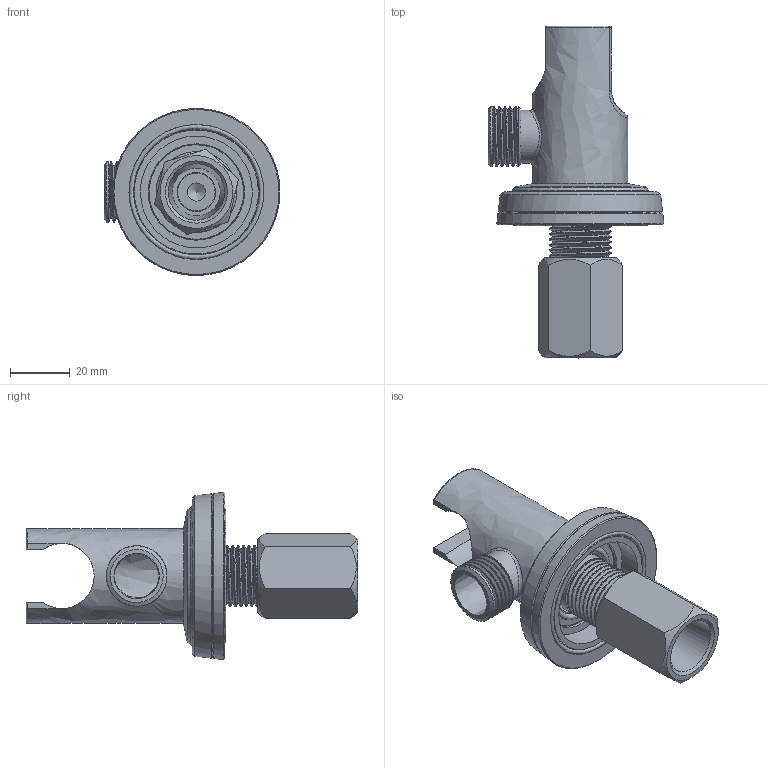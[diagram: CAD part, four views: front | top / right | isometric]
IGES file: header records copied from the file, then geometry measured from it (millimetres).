
Global section: file name: T166-A; native system: Autodesk Inventor 2020; preprocessor: unknown; author: rclarke; date: 20200521.150118; units: millimetre
Bounding box: 58.85 x 111 x 55.91 mm (x, y, z)
Volume: 56697.5 mm3; surface area: 36380.1 mm2
Topology: 11 solids, 11 shells, 168 faces, 439 edges, 300 vertices
Faces by surface type: bspline 168
